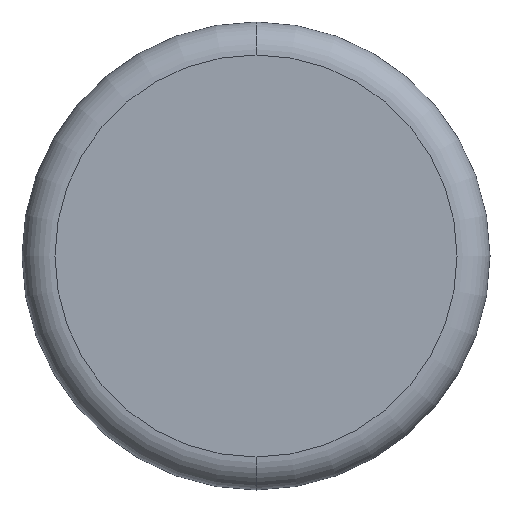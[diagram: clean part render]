
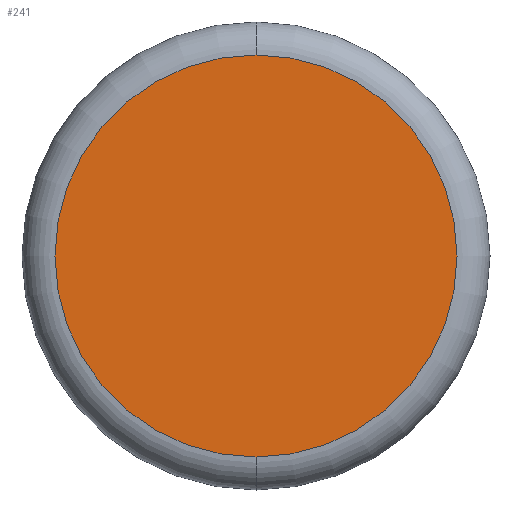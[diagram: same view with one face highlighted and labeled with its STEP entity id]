
A CAD part, front view. The second image highlights one B-rep face of the part: STEP entity #241.
In plain terms, the highlighted planar face has unit normal (0, -1, 0).
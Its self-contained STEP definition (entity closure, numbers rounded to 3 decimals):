
#10 = DIRECTION ( 'NONE',  ( 0., 0., 1. ) ) ;
#14 = VERTEX_POINT ( 'NONE', #84 ) ;
#31 = AXIS2_PLACEMENT_3D ( 'NONE', #138, #310, #57 ) ;
#37 = DIRECTION ( 'NONE',  ( 0., 0., 1. ) ) ;
#57 = DIRECTION ( 'NONE',  ( 0., 0., 1. ) ) ;
#70 = CARTESIAN_POINT ( 'NONE',  ( 0., -180., 0. ) ) ;
#84 = CARTESIAN_POINT ( 'NONE',  ( 0., -180., 244. ) ) ;
#91 = AXIS2_PLACEMENT_3D ( 'NONE', #70, #291, #37 ) ;
#94 = EDGE_CURVE ( 'NONE', #14, #349, #130, .T. ) ;
#116 = CARTESIAN_POINT ( 'NONE',  ( 0., -180., -244. ) ) ;
#130 = CIRCLE ( 'NONE', #31, 244. ) ;
#138 = CARTESIAN_POINT ( 'NONE',  ( 0., -180., 0. ) ) ;
#148 = CARTESIAN_POINT ( 'NONE',  ( 0., -180., 0. ) ) ;
#154 = ORIENTED_EDGE ( 'NONE', *, *, #175, .T. ) ;
#161 = CIRCLE ( 'NONE', #91, 244. ) ;
#168 = PLANE ( 'NONE',  #288 ) ;
#175 = EDGE_CURVE ( 'NONE', #349, #14, #161, .T. ) ;
#211 = ORIENTED_EDGE ( 'NONE', *, *, #94, .T. ) ;
#213 = EDGE_LOOP ( 'NONE', ( #211, #154 ) ) ;
#241 = ADVANCED_FACE ( 'NONE', ( #293 ), #168, .F. ) ;
#263 = DIRECTION ( 'NONE',  ( 0., 1., 0. ) ) ;
#288 = AXIS2_PLACEMENT_3D ( 'NONE', #148, #263, #10 ) ;
#291 = DIRECTION ( 'NONE',  ( 0., -1., 0. ) ) ;
#293 = FACE_OUTER_BOUND ( 'NONE', #213, .T. ) ;
#310 = DIRECTION ( 'NONE',  ( 0., -1., 0. ) ) ;
#349 = VERTEX_POINT ( 'NONE', #116 ) ;
